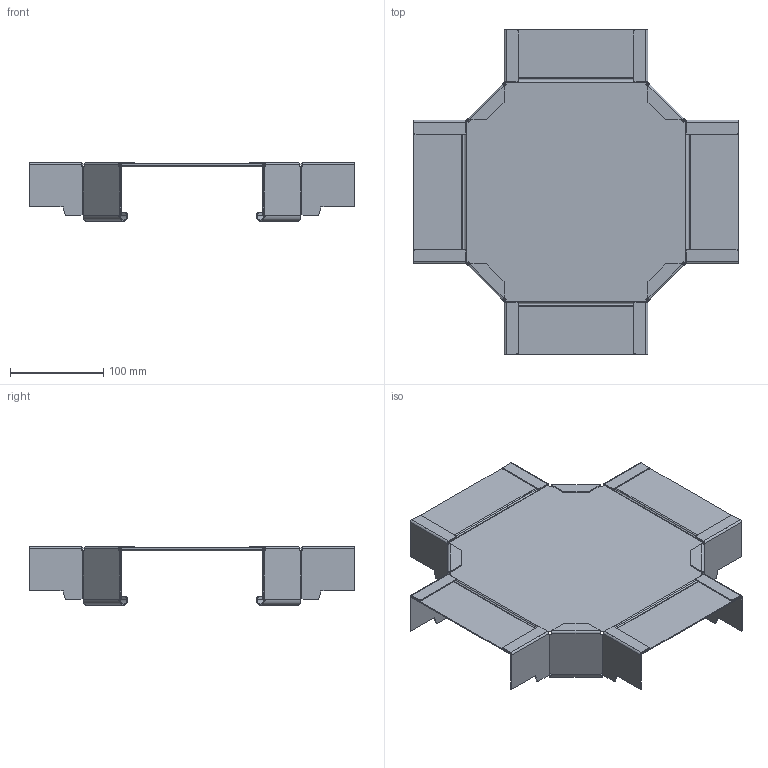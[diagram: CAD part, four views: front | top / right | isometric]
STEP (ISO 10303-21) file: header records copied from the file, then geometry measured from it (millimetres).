
FILE_DESCRIPTION((''),'2;1');
FILE_NAME('7027003_ASM','2012-10-04T',('AndreasKeweloh'),(''),'PRO/ENGINEER BY PARAMETRIC TECHNOLOGY CORPORATION, 2012230','PRO/ENGINEER BY PARAMETRIC TECHNOLOGY CORPORATION, 2012230','');
FILE_SCHEMA(('CONFIG_CONTROL_DESIGN'));
Length unit declared in the file: millimetre
Products named in the file (3): 7027003_INNENHOLM60; 7027003_BODENBLECH_RKM_150; 7027003_ASM
Assembly tree (5 placements, depth 2):
  7027003_ASM
    7027003_INNENHOLM60  x4
    7027003_BODENBLECH_RKM_150
Bounding box: 350.17 x 350.17 x 63 mm (x, y, z)
Volume: 169540.5 mm3; surface area: 275784.4 mm2
Topology: 5 solids, 5 shells, 418 faces, 992 edges, 584 vertices
Faces by surface type: plane 258, cylinder 120, bspline 40
Entity records: 4917 total; most frequent: CARTESIAN_POINT 1045, DIRECTION 810, ORIENTED_EDGE 772, EDGE_CURVE 386, AXIS2_PLACEMENT_3D 272, VECTOR 266, LINE 266, VERTEX_POINT 224
